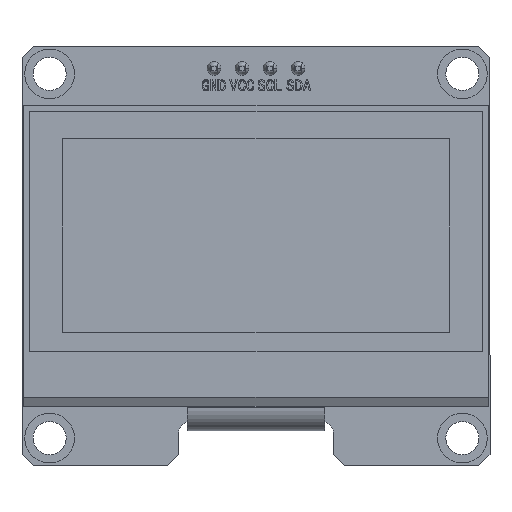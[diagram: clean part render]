
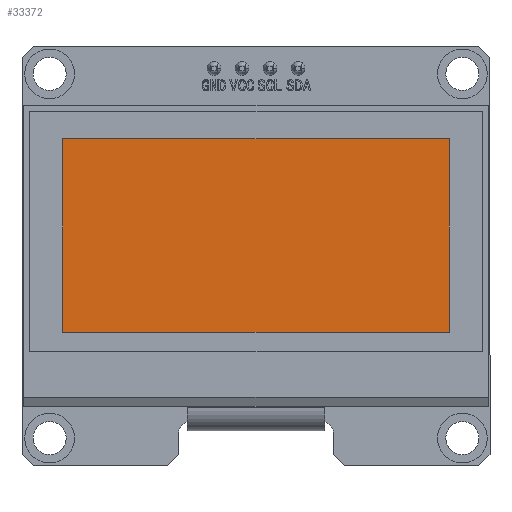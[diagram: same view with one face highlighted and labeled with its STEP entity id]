
A CAD part, top view. The second image highlights one B-rep face of the part: STEP entity #33372.
In plain terms, the highlighted planar face has unit normal (0, 0, 1).
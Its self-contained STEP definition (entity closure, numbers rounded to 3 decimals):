
#999=FACE_OUTER_BOUND('',#2597,.T.);
#2597=EDGE_LOOP('',(#21571,#21572,#21573,#21574));
#4412=LINE('',#49023,#8781);
#4413=LINE('',#49025,#8782);
#4414=LINE('',#49027,#8783);
#4415=LINE('',#49028,#8784);
#8781=VECTOR('',#37697,35.052);
#8782=VECTOR('',#37698,17.516);
#8783=VECTOR('',#37699,35.052);
#8784=VECTOR('',#37700,17.516);
#13156=VERTEX_POINT('',#49021);
#13157=VERTEX_POINT('',#49022);
#13158=VERTEX_POINT('',#49024);
#13159=VERTEX_POINT('',#49026);
#16362=EDGE_CURVE('',#13156,#13157,#4412,.T.);
#16363=EDGE_CURVE('',#13157,#13158,#4413,.T.);
#16364=EDGE_CURVE('',#13158,#13159,#4414,.T.);
#16365=EDGE_CURVE('',#13159,#13156,#4415,.T.);
#21571=ORIENTED_EDGE('',*,*,#16363,.F.);
#21572=ORIENTED_EDGE('',*,*,#16362,.F.);
#21573=ORIENTED_EDGE('',*,*,#16365,.F.);
#21574=ORIENTED_EDGE('',*,*,#16364,.F.);
#30377=PLANE('',#35300);
#33372=ADVANCED_FACE('',(#999),#30377,.T.);
#35300=AXIS2_PLACEMENT_3D('',#49051,#37722,#37723);
#37697=DIRECTION('',(1.,0.,0.));
#37698=DIRECTION('',(0.,-1.,0.));
#37699=DIRECTION('',(-1.,0.,0.));
#37700=DIRECTION('',(0.,1.,0.));
#37722=DIRECTION('center_axis',(0.,0.,1.));
#37723=DIRECTION('ref_axis',(1.,0.,0.));
#49021=CARTESIAN_POINT('',(-17.526,10.61,1.45));
#49022=CARTESIAN_POINT('',(17.526,10.61,1.45));
#49023=CARTESIAN_POINT('',(-17.526,10.61,1.45));
#49024=CARTESIAN_POINT('',(17.526,-6.906,1.45));
#49025=CARTESIAN_POINT('',(17.526,10.61,1.45));
#49026=CARTESIAN_POINT('',(-17.526,-6.906,1.45));
#49027=CARTESIAN_POINT('',(17.526,-6.906,1.45));
#49028=CARTESIAN_POINT('',(-17.526,-6.906,1.45));
#49051=CARTESIAN_POINT('Origin',(0.,0.,1.45));
